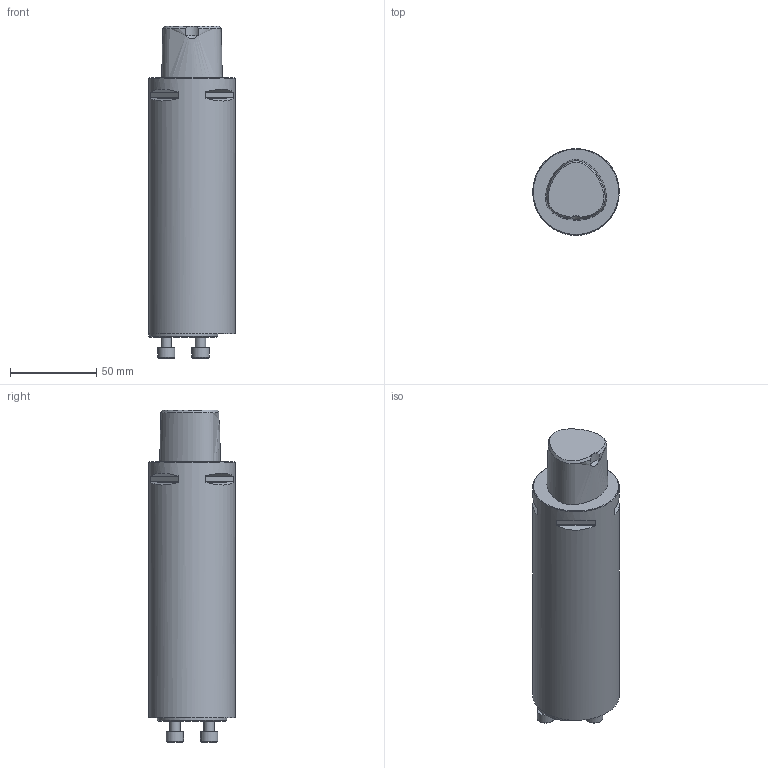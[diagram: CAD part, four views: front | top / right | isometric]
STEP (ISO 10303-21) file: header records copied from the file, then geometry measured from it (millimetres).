
FILE_DESCRIPTION(/* description */ (''),/* implementation_level */ '2;1');
FILE_NAME(/* name */ '1529143892408.stp',/* time_stamp */ '2018-06-16T12:11:40+02:00',/* author */ (''),/* organization */ ('SMS'),/* preprocessor_version */ 'ST-DEVELOPER v15',/* originating_system */ 'SIEMENS PLM Software NX 8.5',/* authorisation */ '');
FILE_SCHEMA (('AUTOMOTIVE_DESIGN { 1 0 10303 214 3 1 1 1 }'));
Length unit declared in the file: millimetre
Products named in the file (1): C5-570-4C_50_150-40R
Bounding box: 50 x 50 x 192 mm (x, y, z)
Volume: 321109.1 mm3; surface area: 32060.1 mm2
Topology: 1 solids, 1 shells, 69 faces, 156 edges, 106 vertices
Faces by surface type: plane 43, cylinder 17, cone 7, bspline 2
Full cylindrical faces by diameter (mm): 6 x3, 10 x3, 40 x1, 50 x1
Entity records: 2520 total; most frequent: CARTESIAN_POINT 1024, DIRECTION 284, ORIENTED_EDGE 272, EDGE_CURVE 136, AXIS2_PLACEMENT_3D 103, EDGE_LOOP 97, VERTEX_POINT 97, LINE 78
